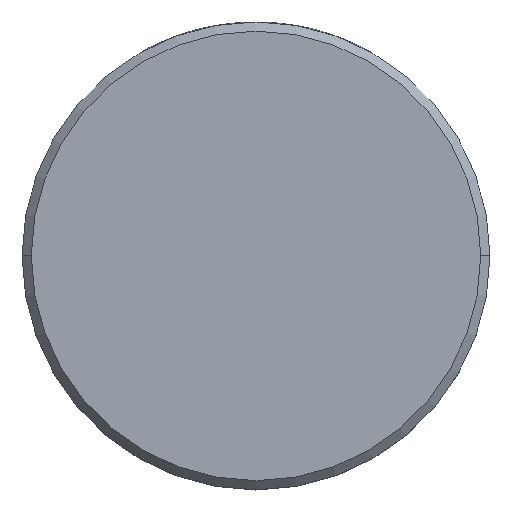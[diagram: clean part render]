
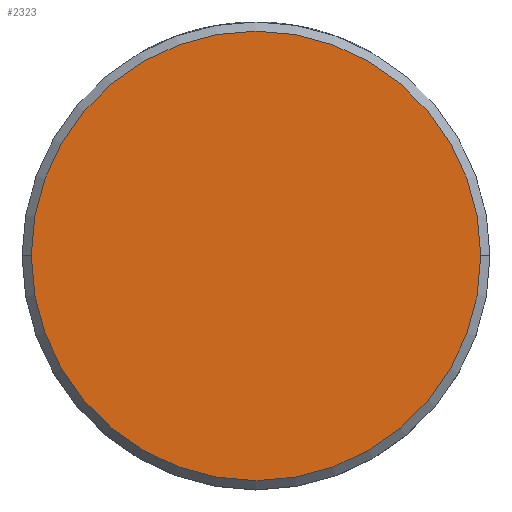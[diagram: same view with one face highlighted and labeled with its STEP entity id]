
A CAD part, top view. The second image highlights one B-rep face of the part: STEP entity #2323.
In plain terms, the highlighted planar face has unit normal (0, 0, 1).
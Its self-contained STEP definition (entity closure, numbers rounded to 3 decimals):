
#66 = VERTEX_POINT ( 'NONE', #587 ) ;
#81 = AXIS2_PLACEMENT_3D ( 'NONE', #2012, #539, #1824 ) ;
#91 = EDGE_CURVE ( 'NONE', #66, #1267, #1187, .T. ) ;
#383 = FACE_OUTER_BOUND ( 'NONE', #878, .T. ) ;
#539 = DIRECTION ( 'NONE',  ( 0., 0., 1. ) ) ;
#587 = CARTESIAN_POINT ( 'NONE',  ( 6.1, 0., 3. ) ) ;
#773 = AXIS2_PLACEMENT_3D ( 'NONE', #1287, #2214, #2392 ) ;
#878 = EDGE_LOOP ( 'NONE', ( #989, #1604 ) ) ;
#984 = AXIS2_PLACEMENT_3D ( 'NONE', #2142, #1034, #2320 ) ;
#989 = ORIENTED_EDGE ( 'NONE', *, *, #1780, .T. ) ;
#1034 = DIRECTION ( 'NONE',  ( 0., 0., 1. ) ) ;
#1107 = CIRCLE ( 'NONE', #984, 6.1 ) ;
#1187 = CIRCLE ( 'NONE', #773, 6.1 ) ;
#1267 = VERTEX_POINT ( 'NONE', #1851 ) ;
#1287 = CARTESIAN_POINT ( 'NONE',  ( 0., 0., 3. ) ) ;
#1604 = ORIENTED_EDGE ( 'NONE', *, *, #91, .T. ) ;
#1652 = PLANE ( 'NONE',  #81 ) ;
#1780 = EDGE_CURVE ( 'NONE', #1267, #66, #1107, .T. ) ;
#1824 = DIRECTION ( 'NONE',  ( 1., 0., 0. ) ) ;
#1851 = CARTESIAN_POINT ( 'NONE',  ( -6.1, 0., 3. ) ) ;
#2012 = CARTESIAN_POINT ( 'NONE',  ( 0., 0., 3. ) ) ;
#2142 = CARTESIAN_POINT ( 'NONE',  ( 0., 0., 3. ) ) ;
#2214 = DIRECTION ( 'NONE',  ( 0., 0., 1. ) ) ;
#2320 = DIRECTION ( 'NONE',  ( 1., 0., 0. ) ) ;
#2323 = ADVANCED_FACE ( 'NONE', ( #383 ), #1652, .T. ) ;
#2392 = DIRECTION ( 'NONE',  ( 1., 0., 0. ) ) ;
